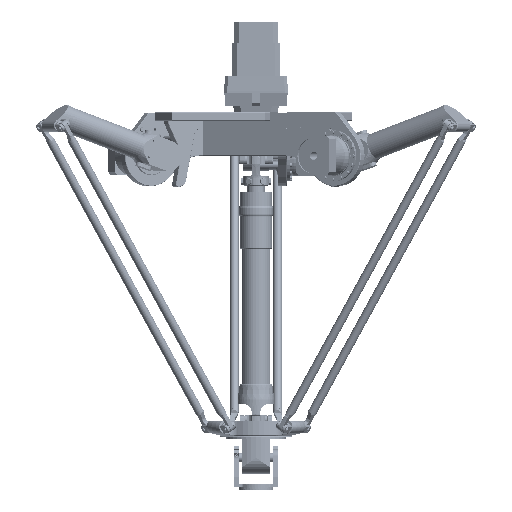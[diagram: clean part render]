
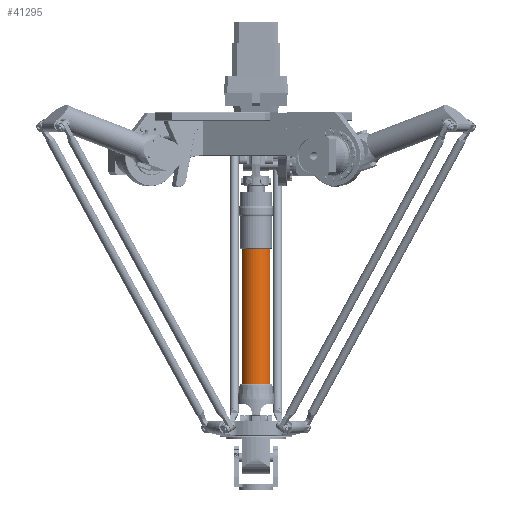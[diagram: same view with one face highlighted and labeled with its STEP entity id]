
A CAD part, left-side view. The second image highlights one B-rep face of the part: STEP entity #41295.
In plain terms, the highlighted cylindrical face has radius 33.5 mm (diameter 67 mm), a full revolution.
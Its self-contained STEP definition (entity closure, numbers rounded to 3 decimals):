
#1357=FACE_BOUND('',#10431,.T.);
#4017=CIRCLE('',#45383,33.5);
#4050=CIRCLE('',#45465,33.5);
#5126=CYLINDRICAL_SURFACE('',#45477,33.5);
#7221=FACE_OUTER_BOUND('',#10430,.T.);
#10430=EDGE_LOOP('',(#35253));
#10431=EDGE_LOOP('',(#35254));
#20481=VERTEX_POINT('',#75427);
#20552=VERTEX_POINT('',#75784);
#25467=EDGE_CURVE('',#20481,#20481,#4017,.T.);
#25572=EDGE_CURVE('',#20552,#20552,#4050,.T.);
#35253=ORIENTED_EDGE('',*,*,#25467,.F.);
#35254=ORIENTED_EDGE('',*,*,#25572,.T.);
#41295=ADVANCED_FACE('',(#7221,#1357),#5126,.T.);
#45383=AXIS2_PLACEMENT_3D('',#75428,#55515,#55516);
#45465=AXIS2_PLACEMENT_3D('',#75785,#55731,#55732);
#45477=AXIS2_PLACEMENT_3D('',#75801,#55755,#55756);
#55515=DIRECTION('center_axis',(0.,-1.,0.));
#55516=DIRECTION('ref_axis',(1.,0.,0.));
#55731=DIRECTION('center_axis',(0.,-1.,0.));
#55732=DIRECTION('ref_axis',(1.,0.,0.));
#55755=DIRECTION('center_axis',(0.,-1.,0.));
#55756=DIRECTION('ref_axis',(1.,0.,0.));
#75427=CARTESIAN_POINT('',(33.5,0.,0.));
#75428=CARTESIAN_POINT('Origin',(0.,0.,0.));
#75784=CARTESIAN_POINT('',(33.5,312.57,0.));
#75785=CARTESIAN_POINT('Origin',(0.,312.57,0.));
#75801=CARTESIAN_POINT('Origin',(0.,156.285,0.));
